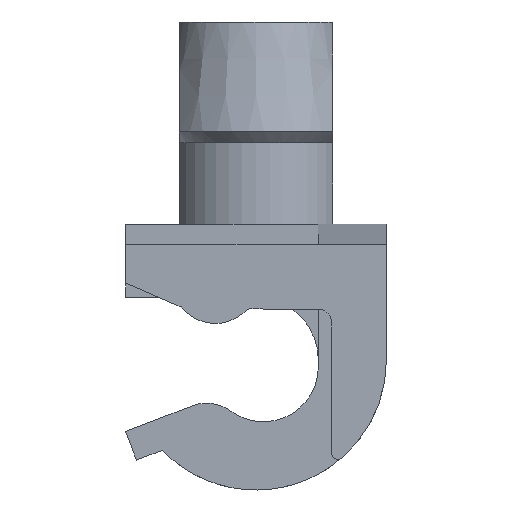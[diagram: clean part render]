
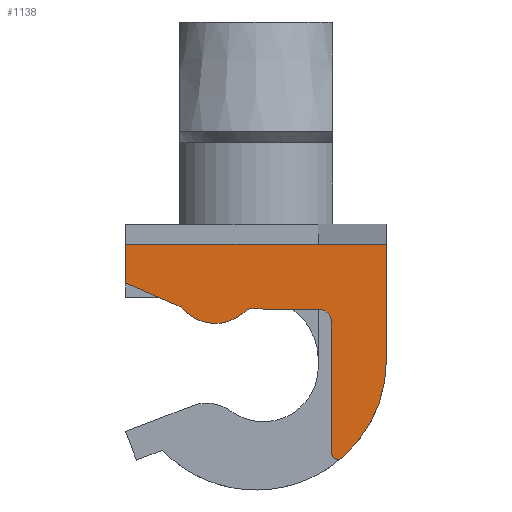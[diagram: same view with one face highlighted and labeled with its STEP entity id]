
A CAD part, front view. The second image highlights one B-rep face of the part: STEP entity #1138.
In plain terms, the highlighted planar face has unit normal (0, -1, 0).
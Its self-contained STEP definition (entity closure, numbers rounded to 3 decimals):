
#58=PLANE('',#1247);
#107=FACE_OUTER_BOUND('',#166,.T.);
#166=EDGE_LOOP('',(#935,#936,#937,#938,#939,#940,#941,#942,#943,#944,#945));
#246=LINE('',#1751,#361);
#250=LINE('',#1758,#365);
#276=LINE('',#1880,#391);
#281=LINE('',#1895,#396);
#282=LINE('',#1897,#397);
#283=LINE('',#1899,#398);
#361=VECTOR('',#1416,10.);
#365=VECTOR('',#1422,10.);
#391=VECTOR('',#1480,10.2);
#396=VECTOR('',#1497,4.5);
#397=VECTOR('',#1498,1.5);
#398=VECTOR('',#1499,3.162);
#424=CIRCLE('',#1189,0.254);
#429=CIRCLE('',#1195,5.1);
#441=CIRCLE('',#1223,0.5);
#449=CIRCLE('',#1246,2.);
#450=CIRCLE('',#1248,1.7);
#464=VERTEX_POINT('',#1607);
#465=VERTEX_POINT('',#1608);
#473=VERTEX_POINT('',#1626);
#518=VERTEX_POINT('',#1745);
#519=VERTEX_POINT('',#1747);
#521=VERTEX_POINT('',#1757);
#544=VERTEX_POINT('',#1877);
#545=VERTEX_POINT('',#1879);
#549=VERTEX_POINT('',#1891);
#550=VERTEX_POINT('',#1896);
#551=VERTEX_POINT('',#1898);
#577=EDGE_CURVE('',#464,#465,#424,.T.);
#587=EDGE_CURVE('',#473,#464,#429,.T.);
#646=EDGE_CURVE('',#519,#518,#441,.T.);
#648=EDGE_CURVE('',#518,#465,#246,.T.);
#652=EDGE_CURVE('',#521,#519,#250,.T.);
#689=EDGE_CURVE('',#544,#545,#276,.T.);
#695=EDGE_CURVE('',#521,#549,#449,.T.);
#697=EDGE_CURVE('',#545,#473,#281,.T.);
#698=EDGE_CURVE('',#550,#544,#282,.T.);
#699=EDGE_CURVE('',#551,#550,#283,.T.);
#700=EDGE_CURVE('',#551,#549,#450,.T.);
#935=ORIENTED_EDGE('',*,*,#577,.F.);
#936=ORIENTED_EDGE('',*,*,#587,.F.);
#937=ORIENTED_EDGE('',*,*,#697,.F.);
#938=ORIENTED_EDGE('',*,*,#689,.F.);
#939=ORIENTED_EDGE('',*,*,#698,.F.);
#940=ORIENTED_EDGE('',*,*,#699,.F.);
#941=ORIENTED_EDGE('',*,*,#700,.T.);
#942=ORIENTED_EDGE('',*,*,#695,.F.);
#943=ORIENTED_EDGE('',*,*,#652,.T.);
#944=ORIENTED_EDGE('',*,*,#646,.T.);
#945=ORIENTED_EDGE('',*,*,#648,.T.);
#1138=ADVANCED_FACE('',(#107),#58,.F.);
#1189=AXIS2_PLACEMENT_3D('',#1609,#1292,#1293);
#1195=AXIS2_PLACEMENT_3D('',#1628,#1309,#1310);
#1223=AXIS2_PLACEMENT_3D('',#1748,#1411,#1412);
#1246=AXIS2_PLACEMENT_3D('',#1892,#1492,#1493);
#1247=AXIS2_PLACEMENT_3D('',#1894,#1495,#1496);
#1248=AXIS2_PLACEMENT_3D('',#1900,#1500,#1501);
#1292=DIRECTION('center_axis',(0.,1.,0.));
#1293=DIRECTION('ref_axis',(-0.413,0.,-0.911));
#1309=DIRECTION('center_axis',(0.,1.,0.));
#1310=DIRECTION('ref_axis',(1.,0.,0.));
#1411=DIRECTION('center_axis',(0.,1.,0.));
#1412=DIRECTION('ref_axis',(-1.,0.,0.));
#1416=DIRECTION('',(0.,0.,-1.));
#1422=DIRECTION('',(1.,0.,0.));
#1480=DIRECTION('',(1.,0.,0.));
#1492=DIRECTION('center_axis',(0.,-1.,0.));
#1493=DIRECTION('ref_axis',(1.,0.,0.));
#1495=DIRECTION('center_axis',(0.,1.,0.));
#1496=DIRECTION('ref_axis',(0.,0.,1.));
#1497=DIRECTION('',(0.,0.,-1.));
#1498=DIRECTION('',(0.,0.,1.));
#1499=DIRECTION('',(-0.917,0.,0.399));
#1500=DIRECTION('center_axis',(0.,-1.,0.));
#1501=DIRECTION('ref_axis',(-0.784,0.,-0.621));
#1607=CARTESIAN_POINT('',(3.362,0.,-9.135));
#1608=CARTESIAN_POINT('',(2.941,0.,-8.944));
#1609=CARTESIAN_POINT('Origin',(3.195,0.,-8.944));
#1626=CARTESIAN_POINT('',(5.1,0.,-5.3));
#1628=CARTESIAN_POINT('Origin',(0.,0.,-5.3));
#1745=CARTESIAN_POINT('',(2.941,0.,-3.829));
#1747=CARTESIAN_POINT('',(2.441,0.,-3.329));
#1748=CARTESIAN_POINT('Origin',(2.441,0.,-3.829));
#1751=CARTESIAN_POINT('',(2.941,0.,-3.829));
#1757=CARTESIAN_POINT('',(0.342,0.,-3.329));
#1758=CARTESIAN_POINT('',(1.41,0.,-3.329));
#1877=CARTESIAN_POINT('',(-5.1,0.,-0.8));
#1879=CARTESIAN_POINT('',(5.1,0.,-0.8));
#1880=CARTESIAN_POINT('',(-5.1,0.,-0.8));
#1891=CARTESIAN_POINT('',(-0.342,0.,-3.329));
#1892=CARTESIAN_POINT('Origin',(0.,0.,-5.3));
#1894=CARTESIAN_POINT('Origin',(0.,0.,0.));
#1895=CARTESIAN_POINT('',(5.1,0.,-0.8));
#1896=CARTESIAN_POINT('',(-5.1,0.,-2.3));
#1897=CARTESIAN_POINT('',(-5.1,0.,-2.3));
#1898=CARTESIAN_POINT('',(-2.935,0.,-3.244));
#1899=CARTESIAN_POINT('',(-2.201,0.,-3.563));
#1900=CARTESIAN_POINT('Origin',(-1.602,0.,-2.188));
